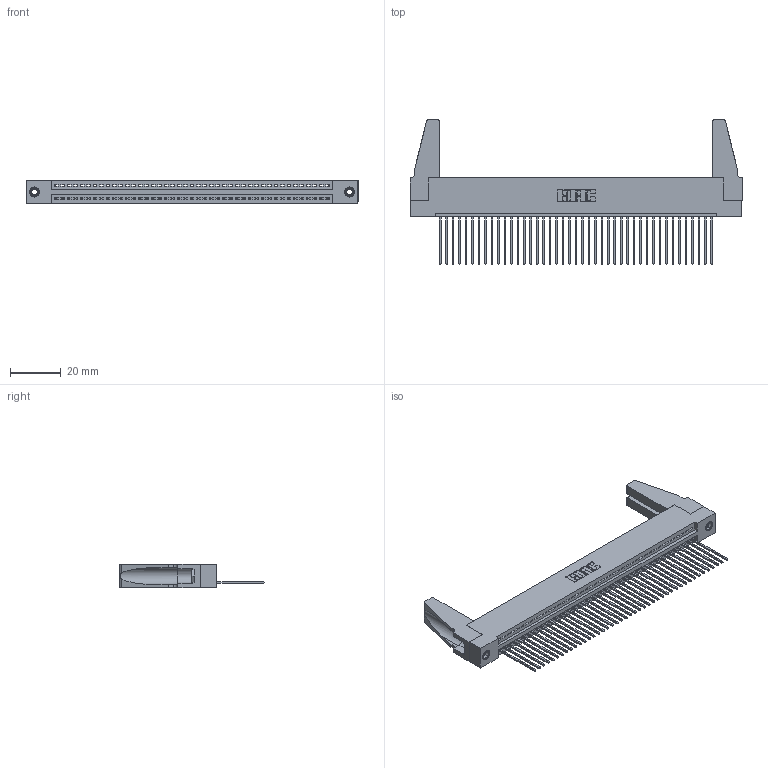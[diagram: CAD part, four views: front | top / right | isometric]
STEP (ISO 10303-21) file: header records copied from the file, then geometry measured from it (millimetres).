
FILE_DESCRIPTION (( 'STEP AP203' ), '1' );
FILE_NAME ('395-043-541-188.STEP', '2019-10-22T14:25:02', ( '' ), ( '' ), 'SwSTEP 2.0', 'SolidWorks 2016', '' );
FILE_SCHEMA (( 'CONFIG_CONTROL_DESIGN' ));
Length unit declared in the file: inch
Products named in the file (5): 395-043-541-188; 345-292-001_345-293-141; 345-220-078_345-220-088; 345 Part_Flush Mounting Lugs - 0.156 Dia-TH; 345-250-001_345-250-001-102
Assembly tree (48 placements, depth 2):
  395-043-541-188
    345 Part_Flush Mounting Lugs - 0.156 Dia-TH
    345-292-001_345-293-141  x43
    345-250-001_345-250-001-102  x2
    345-220-078_345-220-088  x2
Bounding box: 130.45 x 56.82 x 9.4 mm (x, y, z)
Volume: 15793.3 mm3; surface area: 20643.3 mm2
Topology: 48 solids, 48 shells, 2744 faces, 8223 edges, 5414 vertices
Faces by surface type: plane 1872, cylinder 856, cone 12, torus 4
Entity records: 34394 total; most frequent: CARTESIAN_POINT 5947, ORIENTED_EDGE 5884, DIRECTION 5200, EDGE_CURVE 2942, VECTOR 2596, LINE 2596, VERTEX_POINT 1954, AXIS2_PLACEMENT_3D 1302
